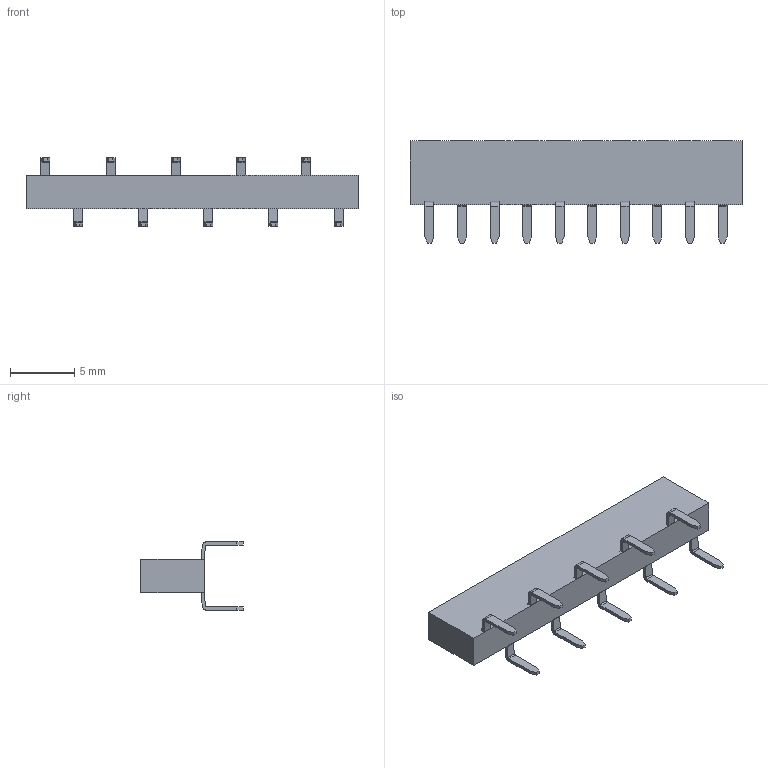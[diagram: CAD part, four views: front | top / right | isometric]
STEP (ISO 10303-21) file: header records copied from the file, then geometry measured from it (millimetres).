
FILE_DESCRIPTION( ('This file contains a STEP AP42 implementation' ,'as created by ZW3D STEP Interface translator.') ,'2;1' );
FILE_NAME( '2150-1XXWXXCUNX1.stp' ,'23 427.16 449', (''), ('ZWCAD Software Co.'), 'Version 1.0', 'ZW3D to STEP translator', '' );
FILE_SCHEMA(('AUTOMOTIVE_DESIGN { 1 0 10303 214 1 1 1 1 }'));
Length unit declared in the file: millimetre
Products named in the file (2): 0; 2150-120WXXCUNX1
Bounding box: 25.9 x 8 x 5.33 mm (x, y, z)
Volume: 253.3 mm3; surface area: 982 mm2
Topology: 1 solids, 1 shells, 866 faces, 2566 edges, 1692 vertices
Faces by surface type: plane 596, bspline 180, cylinder 90
Entity records: 39826 total; most frequent: CARTESIAN_POINT 20835, ORIENTED_EDGE 5132, EDGE_CURVE 2566, B_SPLINE_CURVE_WITH_KNOTS 2198, DIRECTION 1722, VERTEX_POINT 1692, EDGE_LOOP 916, FACE_OUTER_BOUND 866
